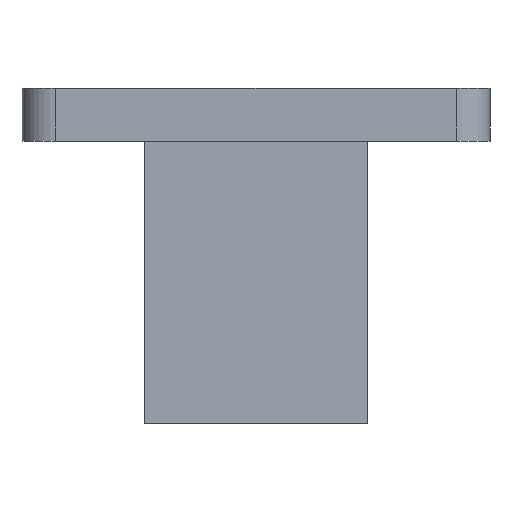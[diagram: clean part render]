
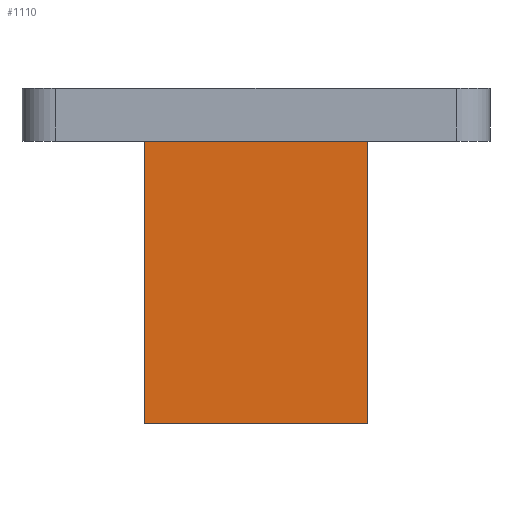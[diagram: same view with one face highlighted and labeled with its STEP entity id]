
A CAD part, front view. The second image highlights one B-rep face of the part: STEP entity #1110.
In plain terms, the highlighted planar face has unit normal (0, -1, 0).
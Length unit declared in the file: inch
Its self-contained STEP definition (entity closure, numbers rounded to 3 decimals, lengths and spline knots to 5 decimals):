
#84 = LINE ( 'NONE', #3410, #946 ) ;
#202 = DIRECTION ( 'NONE',  ( 1., 0., 0. ) ) ;
#610 = DIRECTION ( 'NONE',  ( 0., 0., -1. ) ) ;
#633 = ORIENTED_EDGE ( 'NONE', *, *, #1370, .F. ) ;
#654 = DIRECTION ( 'NONE',  ( 0., -1., 0. ) ) ;
#807 = CARTESIAN_POINT ( 'NONE',  ( -0.5, -0.25, -1.5 ) ) ;
#817 = DIRECTION ( 'NONE',  ( 0., 0., 1. ) ) ;
#893 = CARTESIAN_POINT ( 'NONE',  ( -0.5, -0.25, -0.23622 ) ) ;
#928 = EDGE_CURVE ( 'NONE', #4276, #4051, #2779, .T. ) ;
#946 = VECTOR ( 'NONE', #1657, 39.37008 ) ;
#966 = VERTEX_POINT ( 'NONE', #893 ) ;
#1110 = ADVANCED_FACE ( 'NONE', ( #3035 ), #4037, .T. ) ;
#1363 = EDGE_LOOP ( 'NONE', ( #1587, #1984, #633, #1622 ) ) ;
#1370 = EDGE_CURVE ( 'NONE', #2733, #966, #2219, .T. ) ;
#1484 = EDGE_CURVE ( 'NONE', #4051, #966, #84, .T. ) ;
#1521 = LINE ( 'NONE', #4509, #1652 ) ;
#1587 = ORIENTED_EDGE ( 'NONE', *, *, #928, .T. ) ;
#1622 = ORIENTED_EDGE ( 'NONE', *, *, #5390, .T. ) ;
#1652 = VECTOR ( 'NONE', #202, 39.37008 ) ;
#1657 = DIRECTION ( 'NONE',  ( -1., 0., 0. ) ) ;
#1768 = VECTOR ( 'NONE', #817, 39.37008 ) ;
#1984 = ORIENTED_EDGE ( 'NONE', *, *, #1484, .T. ) ;
#1987 = CARTESIAN_POINT ( 'NONE',  ( -0.5, -0.25, -1.5 ) ) ;
#2219 = LINE ( 'NONE', #1987, #3495 ) ;
#2267 = CARTESIAN_POINT ( 'NONE',  ( 0.5, -0.25, -1.5 ) ) ;
#2733 = VERTEX_POINT ( 'NONE', #807 ) ;
#2779 = LINE ( 'NONE', #4622, #1768 ) ;
#2863 = DIRECTION ( 'NONE',  ( 0., 0., 1. ) ) ;
#3035 = FACE_OUTER_BOUND ( 'NONE', #1363, .T. ) ;
#3410 = CARTESIAN_POINT ( 'NONE',  ( 0., -0.25, -0.23622 ) ) ;
#3419 = AXIS2_PLACEMENT_3D ( 'NONE', #3624, #654, #610 ) ;
#3495 = VECTOR ( 'NONE', #2863, 39.37008 ) ;
#3624 = CARTESIAN_POINT ( 'NONE',  ( -0.5, -0.25, -1.5 ) ) ;
#4037 = PLANE ( 'NONE',  #3419 ) ;
#4051 = VERTEX_POINT ( 'NONE', #4073 ) ;
#4073 = CARTESIAN_POINT ( 'NONE',  ( 0.5, -0.25, -0.23622 ) ) ;
#4276 = VERTEX_POINT ( 'NONE', #2267 ) ;
#4509 = CARTESIAN_POINT ( 'NONE',  ( -0.5, -0.25, -1.5 ) ) ;
#4622 = CARTESIAN_POINT ( 'NONE',  ( 0.5, -0.25, -1.5 ) ) ;
#5390 = EDGE_CURVE ( 'NONE', #2733, #4276, #1521, .T. ) ;
